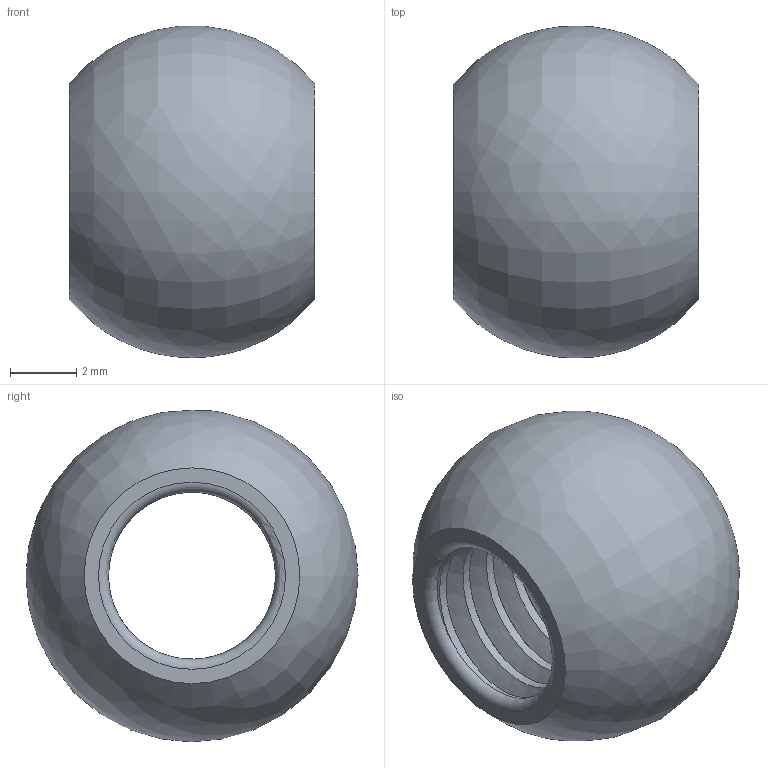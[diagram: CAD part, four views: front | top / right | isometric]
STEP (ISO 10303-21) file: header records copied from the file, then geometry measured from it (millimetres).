
FILE_DESCRIPTION(/* description */ (''),/* implementation_level */ '2;1');
FILE_NAME(/* name */ '06-0532 10 x M6 Coolant Ball v1.step',/* time_stamp */ '2024-11-27T08:46:01-08:00',/* author */ (''),/* organization */ (''),/* preprocessor_version */ 'ST-DEVELOPER v20',/* originating_system */ 'Autodesk Translation Framework v13.20.0.188',/* authorisation */ '');
FILE_SCHEMA (('AUTOMOTIVE_DESIGN { 1 0 10303 214 3 1 1 }'));
Length unit declared in the file: millimetre
Products named in the file (1): 06-0532 10 x M6 Coolant Ball
Bounding box: 7.4 x 10 x 9.98 mm (x, y, z)
Volume: 295.7 mm3; surface area: 467.6 mm2
Topology: 1 solids, 1 shells, 25 faces, 65 edges, 42 vertices
Faces by surface type: cylinder 16, plane 4, bspline 3, torus 2
Full cylindrical faces by diameter (mm): 5.035 x4, 6.147 x2
Entity records: 1941 total; most frequent: CARTESIAN_POINT 1354, ORIENTED_EDGE 130, DIRECTION 92, EDGE_CURVE 65, VERTEX_POINT 42, AXIS2_PLACEMENT_3D 39, B_SPLINE_CURVE_WITH_KNOTS 35, EDGE_LOOP 27
